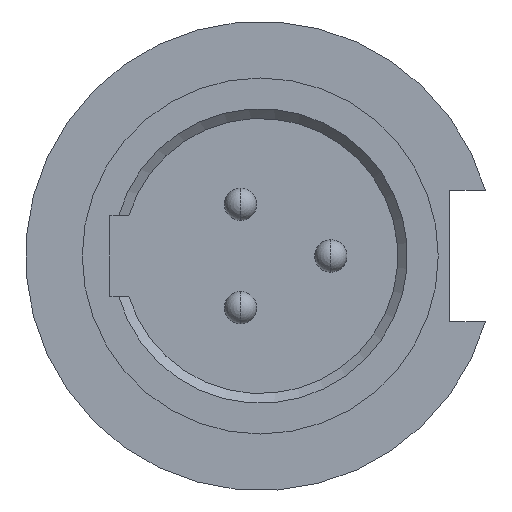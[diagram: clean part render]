
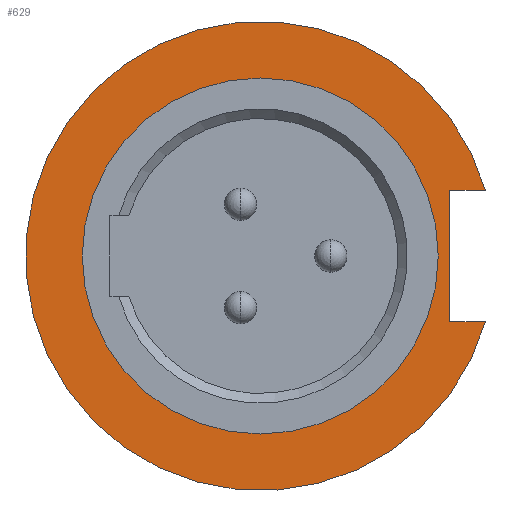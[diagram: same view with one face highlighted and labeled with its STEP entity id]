
A CAD part, left-side view. The second image highlights one B-rep face of the part: STEP entity #629.
In plain terms, the highlighted planar face has unit normal (-1, 0, 0).
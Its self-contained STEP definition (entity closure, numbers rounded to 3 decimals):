
#31=CARTESIAN_POINT('',(6.88,0.,0.));
#32=DIRECTION('',(-1.,0.,0.));
#33=DIRECTION('',(0.,1.,0.));
#34=AXIS2_PLACEMENT_3D('',#31,#32,#33);
#36=CARTESIAN_POINT('',(6.88,0.,0.));
#37=DIRECTION('',(1.,0.,0.));
#38=DIRECTION('',(0.,1.,0.));
#39=AXIS2_PLACEMENT_3D('',#36,#37,#38);
#41=DIRECTION('',(0.,1.,0.));
#42=VECTOR('',#41,1.11);
#43=CARTESIAN_POINT('',(6.88,-6.96,2.03));
#44=LINE('',#43,#42);
#45=DIRECTION('',(0.,0.,-1.));
#46=VECTOR('',#45,4.06);
#47=CARTESIAN_POINT('',(6.88,-5.85,2.03));
#48=LINE('',#47,#46);
#49=DIRECTION('',(0.,-1.,0.));
#50=VECTOR('',#49,1.11);
#51=CARTESIAN_POINT('',(6.88,-5.85,-2.03));
#52=LINE('',#51,#50);
#241=CARTESIAN_POINT('',(6.88,0.,0.));
#242=DIRECTION('',(-1.,0.,0.));
#243=DIRECTION('',(0.,-0.96,0.28));
#244=AXIS2_PLACEMENT_3D('',#241,#242,#243);
#534=CARTESIAN_POINT('',(6.88,5.5,0.));
#536=VERTEX_POINT('',#534);
#540=CARTESIAN_POINT('',(6.88,-5.5,0.));
#542=VERTEX_POINT('',#540);
#552=CARTESIAN_POINT('',(6.88,-6.96,2.03));
#553=VERTEX_POINT('',#552);
#554=CARTESIAN_POINT('',(6.88,-5.85,2.03));
#555=VERTEX_POINT('',#554);
#556=CARTESIAN_POINT('',(6.88,-5.85,-2.03));
#557=VERTEX_POINT('',#556);
#558=CARTESIAN_POINT('',(6.88,-6.96,-2.03));
#559=VERTEX_POINT('',#558);
#610=CARTESIAN_POINT('',(6.88,0.,0.));
#611=DIRECTION('',(1.,0.,0.));
#612=DIRECTION('',(0.,-1.,0.));
#613=AXIS2_PLACEMENT_3D('',#610,#611,#612);
#614=PLANE('',#613);
#616=ORIENTED_EDGE('',*,*,#615,.T.);
#618=ORIENTED_EDGE('',*,*,#617,.T.);
#620=ORIENTED_EDGE('',*,*,#619,.T.);
#622=ORIENTED_EDGE('',*,*,#621,.F.);
#623=EDGE_LOOP('',(#616,#618,#620,#622));
#624=FACE_OUTER_BOUND('',#623,.F.);
#625=ORIENTED_EDGE('',*,*,#592,.T.);
#626=ORIENTED_EDGE('',*,*,#603,.F.);
#627=EDGE_LOOP('',(#625,#626));
#628=FACE_BOUND('',#627,.F.);
#35=CIRCLE('',#34,5.5);
#40=CIRCLE('',#39,5.5);
#245=CIRCLE('',#244,7.25);
#592=EDGE_CURVE('',#536,#542,#35,.T.);
#603=EDGE_CURVE('',#536,#542,#40,.T.);
#615=EDGE_CURVE('',#553,#555,#44,.T.);
#617=EDGE_CURVE('',#555,#557,#48,.T.);
#619=EDGE_CURVE('',#557,#559,#52,.T.);
#621=EDGE_CURVE('',#553,#559,#245,.T.);
#629=ADVANCED_FACE('',(#624,#628),#614,.F.);
